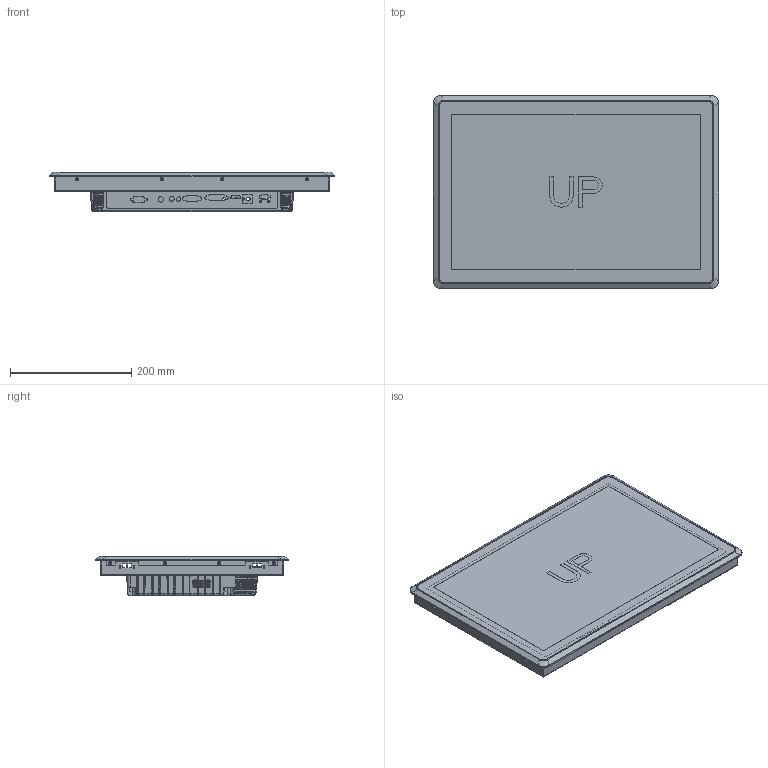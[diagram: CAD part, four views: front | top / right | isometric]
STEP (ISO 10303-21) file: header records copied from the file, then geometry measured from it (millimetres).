
FILE_DESCRIPTION((''),'2;1');
FILE_NAME('0_0_QD_199_INCH_MONITOR_ASM_3_ASM','2024-06-12T17:35:52',('Administrator'),(''),'CREO PARAMETRIC BY PTC INC, 2022164','CREO PARAMETRIC BY PTC INC, 2022164','');
FILE_SCHEMA(('AUTOMOTIVE_DESIGN { 1 0 10303 214 1 1 1 1 }'));
Products named in the file (16): FRONT_199_INCH_1; TP_36_003_1000034_1; FRONT_199_INCH_ASM_ASM_1_ASM; MIDDLE_199_INCH-NEW_1; MIDDLE_199_INCH-NEW_ASM_1_ASM; D-DB_1; UP-DB-MONITOR_1_1; UP-DB-MONITOR_1_2; UP-DB-MONITOR_1_ASM; UP-DB-MONITOR_ASM_1_ASM; BOTTOM_15_0-17_3-INCH-NEW_1; BOTTOM_15-17_3-INCH_ASM_1_ASM; BOTTOM_15-17_3-INCH-ASM_ASM_1_ASM; TUOBAN_MONITOR_ASM_ASM_1_ASM; QD_199_INCH_MIDDLE_ASM_ASM_1_ASM; 0_0_QD_199_INCH_MONITOR_ASM_3_ASM
Assembly tree (15 placements, depth 6):
  0_0_QD_199_INCH_MONITOR_ASM_3_ASM
    FRONT_199_INCH_ASM_ASM_1_ASM
      FRONT_199_INCH_1
      TP_36_003_1000034_1
    QD_199_INCH_MIDDLE_ASM_ASM_1_ASM
      MIDDLE_199_INCH-NEW_ASM_1_ASM
        MIDDLE_199_INCH-NEW_1
      TUOBAN_MONITOR_ASM_ASM_1_ASM
        D-DB_1
        UP-DB-MONITOR_ASM_1_ASM
          UP-DB-MONITOR_1_ASM
            UP-DB-MONITOR_1_1
            UP-DB-MONITOR_1_2
        BOTTOM_15-17_3-INCH-ASM_ASM_1_ASM
          BOTTOM_15-17_3-INCH_ASM_1_ASM
            BOTTOM_15_0-17_3-INCH-NEW_1
Bounding box: 470.6 x 318.6 x 66 mm (x, y, z)
Volume: 1043643.4 mm3; surface area: 927743.2 mm2
Topology: 7 solids, 8 shells, 3740 faces, 9235 edges, 5547 vertices
Faces by surface type: cylinder 1331, plane 1301, torus 490, bspline 411, cone 180, sphere 15, extrusion 12
Entity records: 179434 total; most frequent: CARTESIAN_POINT 67052, ORIENTED_EDGE 18430, DIRECTION 17512, EDGE_CURVE 9223, AXIS2_PLACEMENT_3D 6319, VERTEX_POINT 5547, VECTOR 4874, LINE 4862
